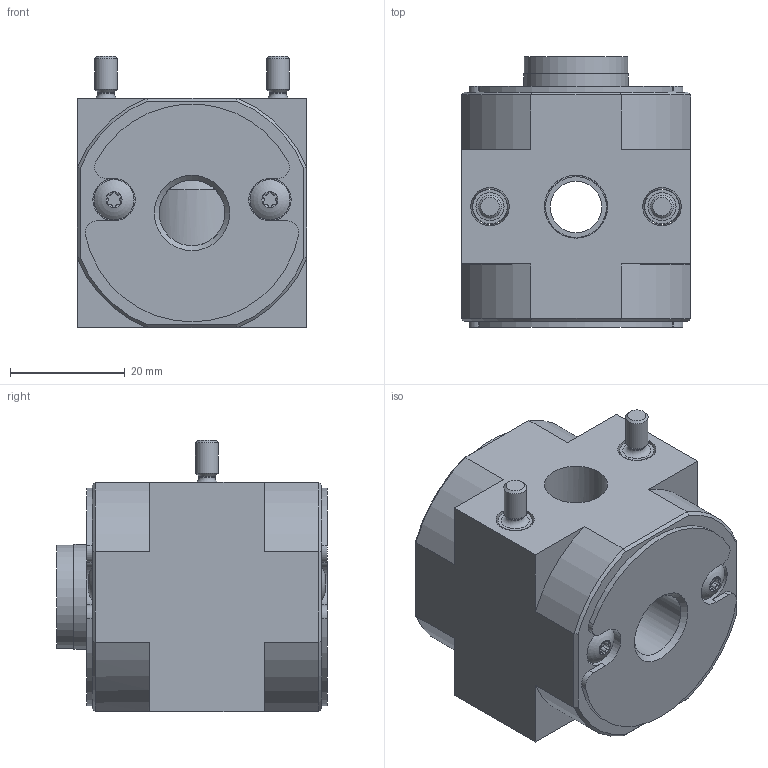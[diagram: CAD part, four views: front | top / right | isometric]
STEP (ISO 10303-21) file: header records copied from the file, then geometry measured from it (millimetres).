
FILE_DESCRIPTION(/* description */ ('STEP AP214'),/* implementation_level */ '2;1');
FILE_NAME(/* name */ '170687_FRM-H-D-MINI',/* time_stamp */ '2024-08-28T18:55:40+02:00',/* author */ ('License CC BY-ND 4.0'),/* organization */ ('CADENAS'),/* preprocessor_version */ 'ST-DEVELOPER v19.3',/* originating_system */ 'PARTsolutions',/* authorisation */ ' ');
FILE_SCHEMA (('AUTOMOTIVE_DESIGN {1 0 10303 214 3 1 1}'));
Length unit declared in the file: millimetre
Products named in the file (5): 170687 FRM-H-D-MINI; 360678 FRM-H-...-MINI; 355622 FRB-D-MINI; DIN-908 G1/4A; 531772 OK-1/4
Assembly tree (5 placements, depth 2):
  170687 FRM-H-D-MINI
    360678 FRM-H-...-MINI
    355622 FRB-D-MINI  x2
    DIN-908 G1/4A
    531772 OK-1/4
Bounding box: 40 x 47.2 x 47.3 mm (x, y, z)
Volume: 54710.8 mm3; surface area: 17613.2 mm2
Topology: 5 solids, 5 shells, 236 faces, 556 edges, 346 vertices
Faces by surface type: cylinder 102, plane 64, cone 59, torus 7, sphere 4
Full cylindrical faces by diameter (mm): 2.9 x2, 3.242 x2, 4 x2, 5.2 x2, 6 x2, 7 x4, 7.4 x4, 7.9 x1, 9 x1, 10.6 x1, 11 x1, 11.445 x2, 12.2 x1, 13.157 x1, 13.3 x1, 15.7 x1, 18 x2, 18.3 x1
Entity records: 6399 total; most frequent: CARTESIAN_POINT 1392, DIRECTION 1028, ORIENTED_EDGE 942, EDGE_CURVE 471, AXIS2_PLACEMENT_3D 431, VERTEX_POINT 324, FACE_BOUND 299, EDGE_LOOP 297
